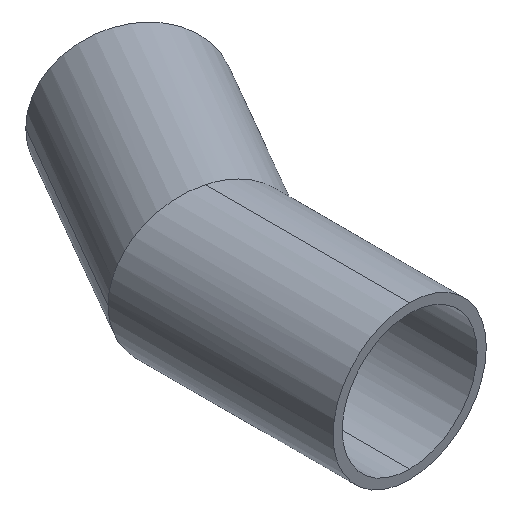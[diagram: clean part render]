
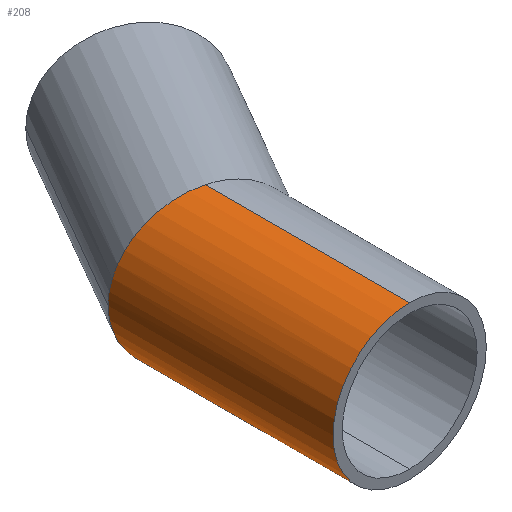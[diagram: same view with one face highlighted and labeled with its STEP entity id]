
A CAD part, isometric view. The second image highlights one B-rep face of the part: STEP entity #208.
In plain terms, the highlighted cylindrical face has radius 45 mm (diameter 90 mm), a partial arc.
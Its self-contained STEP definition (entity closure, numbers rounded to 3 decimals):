
#1 = CYLINDRICAL_SURFACE ( 'NONE', #182, 45. ) ;
#2 = DIRECTION ( 'NONE',  ( 0., 1., 0. ) ) ;
#41 = DIRECTION ( 'NONE',  ( 0., 1., 0. ) ) ;
#43 = CARTESIAN_POINT ( 'NONE',  ( -26.36, 127.104, 45. ) ) ;
#57 = EDGE_CURVE ( 'NONE', #112, #297, #81, .T. ) ;
#63 = LINE ( 'NONE', #294, #293 ) ;
#66 = CARTESIAN_POINT ( 'NONE',  ( -45., 132.099, 0. ) ) ;
#75 = CARTESIAN_POINT ( 'NONE',  ( 0., 120.041, 45. ) ) ;
#81 = CIRCLE ( 'NONE', #118, 45. ) ;
#86 = ORIENTED_EDGE ( 'NONE', *, *, #265, .F. ) ;
#88 =( BOUNDED_CURVE ( )  B_SPLINE_CURVE ( 3, ( #66, #122, #299, #90 ),
 .UNSPECIFIED., .F., .F. ) 
 B_SPLINE_CURVE_WITH_KNOTS ( ( 4, 4 ),
 ( 0., 1.571 ),
 .UNSPECIFIED. ) 
 CURVE ( )  GEOMETRIC_REPRESENTATION_ITEM ( )  RATIONAL_B_SPLINE_CURVE ( ( 1., 0.805, 0.805, 1. ) ) 
 REPRESENTATION_ITEM ( '' )  );
#90 = CARTESIAN_POINT ( 'NONE',  ( 0., 120.041, -45. ) ) ;
#112 = VERTEX_POINT ( 'NONE', #161 ) ;
#118 = AXIS2_PLACEMENT_3D ( 'NONE', #247, #125, #306 ) ;
#119 = VERTEX_POINT ( 'NONE', #189 ) ;
#122 = CARTESIAN_POINT ( 'NONE',  ( -45., 132.099, -26.36 ) ) ;
#125 = DIRECTION ( 'NONE',  ( 0., 1., 0. ) ) ;
#158 = CARTESIAN_POINT ( 'NONE',  ( -45., 132.099, 0. ) ) ;
#161 = CARTESIAN_POINT ( 'NONE',  ( 0., 0., -45. ) ) ;
#175 =( BOUNDED_CURVE ( )  B_SPLINE_CURVE ( 3, ( #75, #43, #281, #158 ),
 .UNSPECIFIED., .F., .F. ) 
 B_SPLINE_CURVE_WITH_KNOTS ( ( 4, 4 ),
 ( 4.712, 6.283 ),
 .UNSPECIFIED. ) 
 CURVE ( )  GEOMETRIC_REPRESENTATION_ITEM ( )  RATIONAL_B_SPLINE_CURVE ( ( 1., 0.805, 0.805, 1. ) ) 
 REPRESENTATION_ITEM ( '' )  );
#180 = ORIENTED_EDGE ( 'NONE', *, *, #57, .T. ) ;
#181 = DIRECTION ( 'NONE',  ( 0., 0., 1. ) ) ;
#182 = AXIS2_PLACEMENT_3D ( 'NONE', #217, #41, #181 ) ;
#183 = FACE_OUTER_BOUND ( 'NONE', #350, .T. ) ;
#189 = CARTESIAN_POINT ( 'NONE',  ( -45., 132.099, 0. ) ) ;
#191 = CARTESIAN_POINT ( 'NONE',  ( 0., 120.041, -45. ) ) ;
#195 = CARTESIAN_POINT ( 'NONE',  ( 0., 120.041, 45. ) ) ;
#201 = EDGE_CURVE ( 'NONE', #119, #379, #88, .T. ) ;
#203 = VECTOR ( 'NONE', #2, 1000. ) ;
#205 = ORIENTED_EDGE ( 'NONE', *, *, #275, .T. ) ;
#208 = ADVANCED_FACE ( 'NONE', ( #183 ), #1, .T. ) ;
#217 = CARTESIAN_POINT ( 'NONE',  ( 0., 0., 0. ) ) ;
#239 = LINE ( 'NONE', #242, #203 ) ;
#242 = CARTESIAN_POINT ( 'NONE',  ( 0., 0., -45. ) ) ;
#247 = CARTESIAN_POINT ( 'NONE',  ( 0., 0., 0. ) ) ;
#253 = ORIENTED_EDGE ( 'NONE', *, *, #365, .T. ) ;
#265 = EDGE_CURVE ( 'NONE', #112, #379, #239, .T. ) ;
#274 = DIRECTION ( 'NONE',  ( 0., 1., 0. ) ) ;
#275 = EDGE_CURVE ( 'NONE', #297, #320, #63, .T. ) ;
#281 = CARTESIAN_POINT ( 'NONE',  ( -45., 132.099, 26.36 ) ) ;
#293 = VECTOR ( 'NONE', #274, 1000. ) ;
#294 = CARTESIAN_POINT ( 'NONE',  ( 0., 0., 45. ) ) ;
#295 = ORIENTED_EDGE ( 'NONE', *, *, #201, .T. ) ;
#297 = VERTEX_POINT ( 'NONE', #300 ) ;
#299 = CARTESIAN_POINT ( 'NONE',  ( -26.36, 127.104, -45. ) ) ;
#300 = CARTESIAN_POINT ( 'NONE',  ( 0., 0., 45. ) ) ;
#306 = DIRECTION ( 'NONE',  ( 0., 0., 1. ) ) ;
#320 = VERTEX_POINT ( 'NONE', #195 ) ;
#350 = EDGE_LOOP ( 'NONE', ( #86, #180, #205, #253, #295 ) ) ;
#365 = EDGE_CURVE ( 'NONE', #320, #119, #175, .T. ) ;
#379 = VERTEX_POINT ( 'NONE', #191 ) ;
